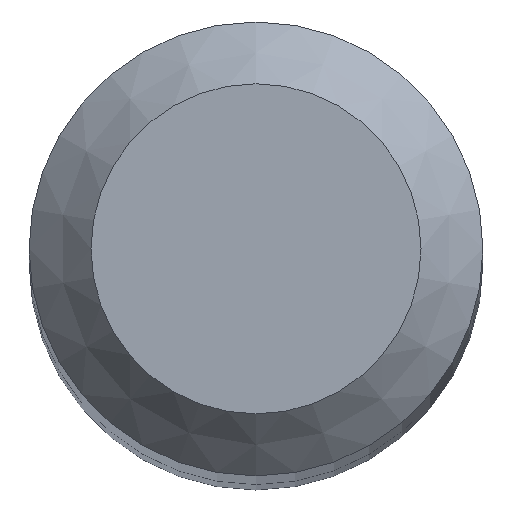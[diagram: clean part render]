
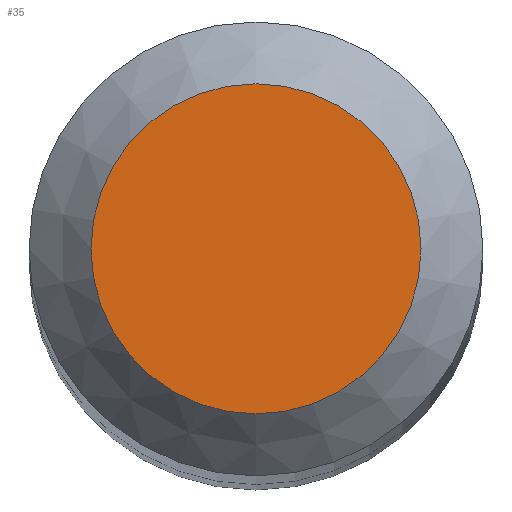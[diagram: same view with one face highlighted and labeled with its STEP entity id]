
A CAD part, top view. The second image highlights one B-rep face of the part: STEP entity #35.
In plain terms, the highlighted planar face has unit normal (0, 0, 1).
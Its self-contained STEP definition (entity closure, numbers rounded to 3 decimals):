
#5 = CARTESIAN_POINT ( 'NONE',  ( 0., 0., 40. ) ) ;
#9 = AXIS2_PLACEMENT_3D ( 'NONE', #66, #163, #135 ) ;
#17 = CIRCLE ( 'NONE', #9, 0.8 ) ;
#21 = FACE_OUTER_BOUND ( 'NONE', #84, .T. ) ;
#35 = ADVANCED_FACE ( 'NONE', ( #21 ), #85, .F. ) ;
#66 = CARTESIAN_POINT ( 'NONE',  ( 0., 0., 40. ) ) ;
#71 = CARTESIAN_POINT ( 'NONE',  ( 0., 0.8, 40. ) ) ;
#84 = EDGE_LOOP ( 'NONE', ( #181 ) ) ;
#85 = PLANE ( 'NONE',  #172 ) ;
#135 = DIRECTION ( 'NONE',  ( 0., 1., 0. ) ) ;
#151 = EDGE_CURVE ( 'NONE', #198, #198, #17, .T. ) ;
#163 = DIRECTION ( 'NONE',  ( 0., 0., -1. ) ) ;
#172 = AXIS2_PLACEMENT_3D ( 'NONE', #5, #193, #184 ) ;
#181 = ORIENTED_EDGE ( 'NONE', *, *, #151, .F. ) ;
#184 = DIRECTION ( 'NONE',  ( 0., 1., 0. ) ) ;
#193 = DIRECTION ( 'NONE',  ( 0., 0., -1. ) ) ;
#198 = VERTEX_POINT ( 'NONE', #71 ) ;
